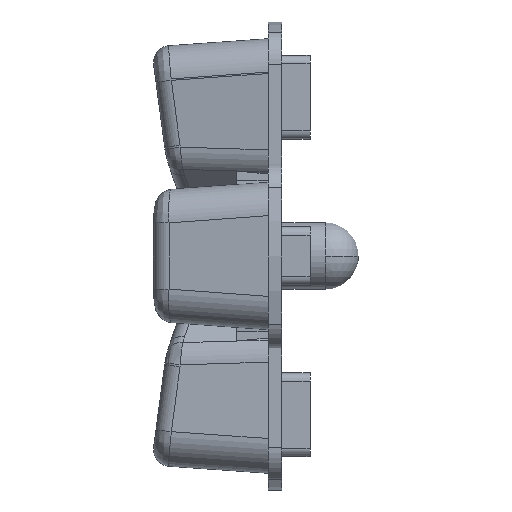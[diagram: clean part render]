
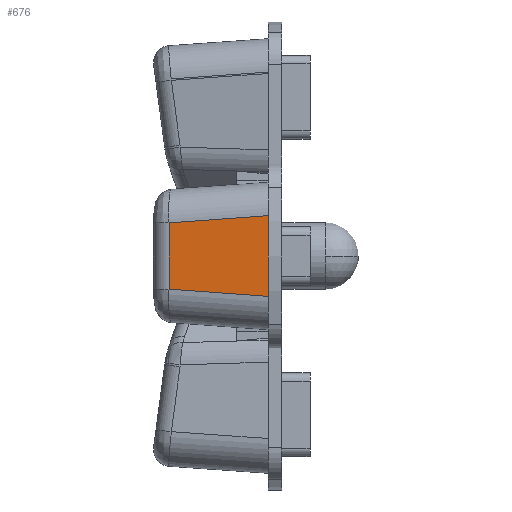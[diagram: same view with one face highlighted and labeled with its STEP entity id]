
A CAD part, left-side view. The second image highlights one B-rep face of the part: STEP entity #676.
In plain terms, the highlighted planar face has unit normal (-0.998, 0.07, 0).
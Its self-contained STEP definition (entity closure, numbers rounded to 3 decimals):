
#16 = ORIENTED_EDGE ( 'NONE', *, *, #10212, .T. ) ;
#18 = ORIENTED_EDGE ( 'NONE', *, *, #3327, .T. ) ;
#19 = ORIENTED_EDGE ( 'NONE', *, *, #3392, .T. ) ;
#21 = ORIENTED_EDGE ( 'NONE', *, *, #10285, .T. ) ;
#92 = VERTEX_POINT ( 'NONE', #5201 ) ;
#452 = FACE_OUTER_BOUND ( 'NONE', #4808, .T. ) ;
#676 = ADVANCED_FACE ( 'NONE', ( #452 ), #1016, .T. ) ;
#1016 = PLANE ( 'NONE',  #5980 ) ;
#1018 = CARTESIAN_POINT ( 'NONE',  ( -13., 0., -4.5 ) ) ;
#1023 = DIRECTION ( 'NONE',  ( -0.998, 0.07, 0. ) ) ;
#1024 = DIRECTION ( 'NONE',  ( -0.07, -0.998, 0. ) ) ;
#3327 = EDGE_CURVE ( 'NONE', #7120, #92, #7481, .T. ) ;
#3392 = EDGE_CURVE ( 'NONE', #92, #7098, #7598, .T. ) ;
#3510 = CARTESIAN_POINT ( 'NONE',  ( -13.011, -0.151, -2.427 ) ) ;
#3511 = DIRECTION ( 'NONE',  ( -0.07, -0.995, -0.073 ) ) ;
#3672 = CARTESIAN_POINT ( 'NONE',  ( -12.585, 5.937, 1.982 ) ) ;
#4292 = CARTESIAN_POINT ( 'NONE',  ( -13., 0., 2.416 ) ) ;
#4531 = CARTESIAN_POINT ( 'NONE',  ( -13., 0., -2.416 ) ) ;
#4557 = VERTEX_POINT ( 'NONE', #4292 ) ;
#4808 = EDGE_LOOP ( 'NONE', ( #16, #18, #19, #21 ) ) ;
#5201 = CARTESIAN_POINT ( 'NONE',  ( -12.585, 5.937, -1.982 ) ) ;
#5980 = AXIS2_PLACEMENT_3D ( 'NONE', #1018, #1023, #1024 ) ;
#6810 = CARTESIAN_POINT ( 'NONE',  ( -12.585, 5.937, -4.5 ) ) ;
#6816 = DIRECTION ( 'NONE',  ( 0., 0., -1. ) ) ;
#7098 = VERTEX_POINT ( 'NONE', #4531 ) ;
#7120 = VERTEX_POINT ( 'NONE', #3672 ) ;
#7481 = LINE ( 'NONE', #6810, #7488 ) ;
#7488 = VECTOR ( 'NONE', #6816, 1000. ) ;
#7598 = LINE ( 'NONE', #3510, #7600 ) ;
#7600 = VECTOR ( 'NONE', #3511, 1000. ) ;
#8786 = CARTESIAN_POINT ( 'NONE',  ( -12.965, 0.5, 2.379 ) ) ;
#8787 = DIRECTION ( 'NONE',  ( 0.07, 0.995, -0.073 ) ) ;
#8989 = CARTESIAN_POINT ( 'NONE',  ( -13., 0., -4.5 ) ) ;
#8990 = DIRECTION ( 'NONE',  ( 0., 0., 1. ) ) ;
#9087 = LINE ( 'NONE', #8786, #9088 ) ;
#9088 = VECTOR ( 'NONE', #8787, 1000. ) ;
#9180 = LINE ( 'NONE', #8989, #9182 ) ;
#9182 = VECTOR ( 'NONE', #8990, 1000. ) ;
#10212 = EDGE_CURVE ( 'NONE', #4557, #7120, #9087, .T. ) ;
#10285 = EDGE_CURVE ( 'NONE', #7098, #4557, #9180, .T. ) ;
